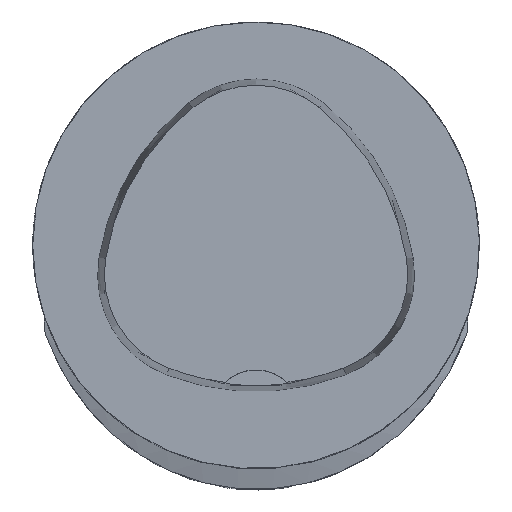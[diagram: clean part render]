
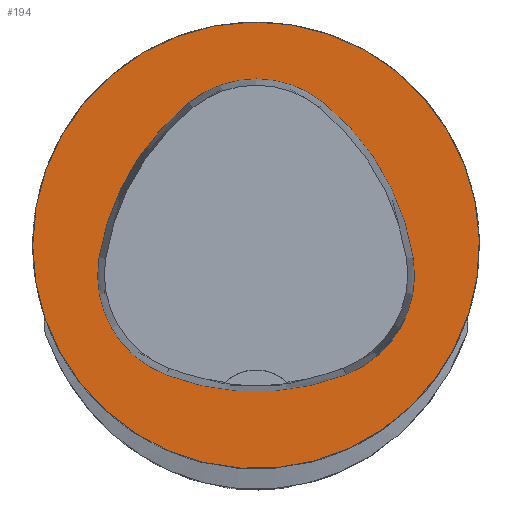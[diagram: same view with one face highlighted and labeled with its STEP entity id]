
A CAD part, top view. The second image highlights one B-rep face of the part: STEP entity #194.
In plain terms, the highlighted planar face has unit normal (0, 0, 1).
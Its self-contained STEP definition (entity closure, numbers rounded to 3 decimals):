
#119=FACE_BOUND('',#314,.T.);
#120=FACE_BOUND('',#315,.T.);
#194=ADVANCED_FACE('',(#119,#120),#232,.T.);
#232=PLANE('',#1006);
#314=EDGE_LOOP('',(#605,#606,#607,#608,#609,#610));
#315=EDGE_LOOP('',(#611));
#366=CIRCLE('',#967,25.);
#367=CIRCLE('',#984,28.);
#369=CIRCLE('',#987,12.);
#371=CIRCLE('',#990,28.);
#373=CIRCLE('',#993,12.);
#377=CIRCLE('',#998,28.);
#379=CIRCLE('',#1001,12.);
#605=ORIENTED_EDGE('',*,*,#839,.T.);
#606=ORIENTED_EDGE('',*,*,#819,.T.);
#607=ORIENTED_EDGE('',*,*,#823,.T.);
#608=ORIENTED_EDGE('',*,*,#826,.T.);
#609=ORIENTED_EDGE('',*,*,#829,.T.);
#610=ORIENTED_EDGE('',*,*,#837,.T.);
#611=ORIENTED_EDGE('',*,*,#802,.F.);
#721=VERTEX_POINT('',#1501);
#731=VERTEX_POINT('',#1543);
#732=VERTEX_POINT('',#1544);
#735=VERTEX_POINT('',#1552);
#737=VERTEX_POINT('',#1558);
#739=VERTEX_POINT('',#1564);
#746=VERTEX_POINT('',#1585);
#802=EDGE_CURVE('',#721,#721,#366,.T.);
#819=EDGE_CURVE('',#731,#732,#367,.T.);
#823=EDGE_CURVE('',#732,#735,#369,.T.);
#826=EDGE_CURVE('',#735,#737,#371,.T.);
#829=EDGE_CURVE('',#737,#739,#373,.T.);
#837=EDGE_CURVE('',#739,#746,#377,.T.);
#839=EDGE_CURVE('',#746,#731,#379,.T.);
#967=AXIS2_PLACEMENT_3D('',#1500,#1122,#1123);
#984=AXIS2_PLACEMENT_3D('',#1542,#1163,#1164);
#987=AXIS2_PLACEMENT_3D('',#1551,#1171,#1172);
#990=AXIS2_PLACEMENT_3D('',#1557,#1178,#1179);
#993=AXIS2_PLACEMENT_3D('',#1563,#1185,#1186);
#998=AXIS2_PLACEMENT_3D('',#1586,#1197,#1198);
#1001=AXIS2_PLACEMENT_3D('',#1589,#1203,#1204);
#1006=AXIS2_PLACEMENT_3D('',#1594,#1213,#1214);
#1122=DIRECTION('',(0.,0.,-1.));
#1123=DIRECTION('',(-1.,0.,0.));
#1163=DIRECTION('',(0.,0.,-1.));
#1164=DIRECTION('',(-1.,0.,0.));
#1171=DIRECTION('',(0.,0.,-1.));
#1172=DIRECTION('',(-1.,0.,0.));
#1178=DIRECTION('',(0.,0.,-1.));
#1179=DIRECTION('',(-1.,0.,0.));
#1185=DIRECTION('',(0.,0.,-1.));
#1186=DIRECTION('',(-1.,0.,0.));
#1197=DIRECTION('',(0.,0.,-1.));
#1198=DIRECTION('',(-1.,0.,0.));
#1203=DIRECTION('',(0.,0.,-1.));
#1204=DIRECTION('',(-1.,0.,0.));
#1213=DIRECTION('',(0.,0.,1.));
#1214=DIRECTION('',(1.,0.,0.));
#1500=CARTESIAN_POINT('',(0.,0.,0.));
#1501=CARTESIAN_POINT('',(-25.,0.,0.));
#1542=CARTESIAN_POINT('',(10.068,-5.824,0.));
#1543=CARTESIAN_POINT('',(-17.584,-1.424,0.));
#1544=CARTESIAN_POINT('',(-7.531,15.953,0.));
#1551=CARTESIAN_POINT('',(0.011,6.62,0.));
#1552=CARTESIAN_POINT('',(7.567,15.942,0.));
#1557=CARTESIAN_POINT('',(-10.063,-5.81,0.));
#1558=CARTESIAN_POINT('',(17.59,-1.418,0.));
#1563=CARTESIAN_POINT('',(5.739,-3.3,0.));
#1564=CARTESIAN_POINT('',(10.05,-14.499,0.));
#1585=CARTESIAN_POINT('',(-10.025,-14.516,0.));
#1586=CARTESIAN_POINT('',(-0.01,11.631,0.));
#1589=CARTESIAN_POINT('',(-5.733,-3.31,0.));
#1594=CARTESIAN_POINT('',(0.,0.,0.));
